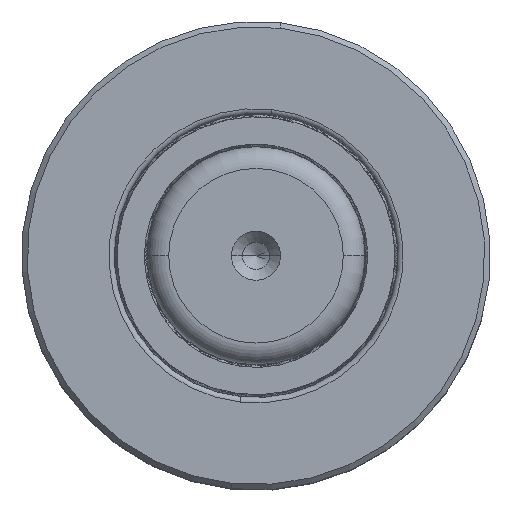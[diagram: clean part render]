
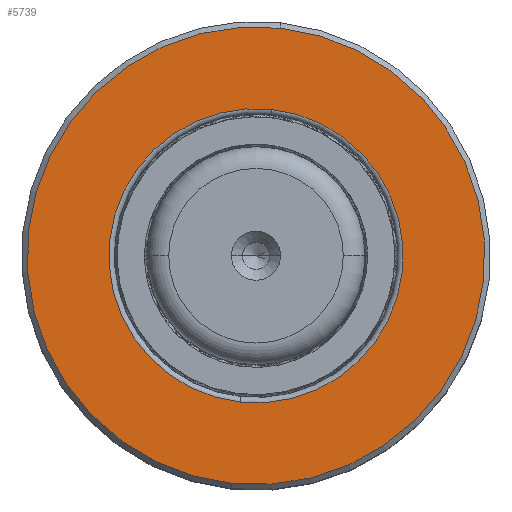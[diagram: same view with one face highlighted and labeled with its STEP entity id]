
A CAD part, top view. The second image highlights one B-rep face of the part: STEP entity #5739.
In plain terms, the highlighted face is planar.
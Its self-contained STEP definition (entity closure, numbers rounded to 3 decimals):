
#718 = EDGE_CURVE ( 'NONE', #1110, #14626, #4969, .T. ) ;
#1110 = VERTEX_POINT ( 'NONE', #4769 ) ;
#2897 = CARTESIAN_POINT ( 'NONE',  ( 0., 15.687, 0. ) ) ;
#2951 = CARTESIAN_POINT ( 'NONE',  ( 0., 15.687, 0. ) ) ;
#4183 = FACE_BOUND ( 'NONE', #29043, .T. ) ;
#4480 = AXIS2_PLACEMENT_3D ( 'NONE', #2897, #5731, #31098 ) ;
#4769 = CARTESIAN_POINT ( 'NONE',  ( 0., 15.687, 13.5 ) ) ;
#4969 = CIRCLE ( 'NONE', #4480, 13.5 ) ;
#5576 = VERTEX_POINT ( 'NONE', #11094 ) ;
#5731 = DIRECTION ( 'NONE',  ( 0., -1., 0. ) ) ;
#5739 = ADVANCED_FACE ( 'NONE', ( #4183, #12117 ), #23011, .T. ) ;
#5781 = DIRECTION ( 'NONE',  ( 0., -1., 0. ) ) ;
#7670 = AXIS2_PLACEMENT_3D ( 'NONE', #13526, #29333, #19544 ) ;
#8753 = DIRECTION ( 'NONE',  ( 0., 0., -1. ) ) ;
#9005 = DIRECTION ( 'NONE',  ( 0., 0., 1. ) ) ;
#9629 = EDGE_CURVE ( 'NONE', #20221, #5576, #21723, .T. ) ;
#9638 = CARTESIAN_POINT ( 'NONE',  ( 0., 15.687, 0. ) ) ;
#11094 = CARTESIAN_POINT ( 'NONE',  ( 0., 15.687, -21. ) ) ;
#11593 = CARTESIAN_POINT ( 'NONE',  ( 21., 15.687, 0. ) ) ;
#11778 = EDGE_CURVE ( 'NONE', #14626, #1110, #12018, .T. ) ;
#12018 = CIRCLE ( 'NONE', #29200, 13.5 ) ;
#12117 = FACE_OUTER_BOUND ( 'NONE', #35159, .T. ) ;
#12697 = DIRECTION ( 'NONE',  ( 0., 0., -1. ) ) ;
#13526 = CARTESIAN_POINT ( 'NONE',  ( 0., 15.687, 0. ) ) ;
#14107 = CARTESIAN_POINT ( 'NONE',  ( 0., 15.687, 21. ) ) ;
#14626 = VERTEX_POINT ( 'NONE', #30998 ) ;
#17742 = DIRECTION ( 'NONE',  ( 0., 1., 0. ) ) ;
#19544 = DIRECTION ( 'NONE',  ( 0., 0., -1. ) ) ;
#20221 = VERTEX_POINT ( 'NONE', #14107 ) ;
#21723 = CIRCLE ( 'NONE', #35078, 21. ) ;
#23011 = PLANE ( 'NONE',  #25345 ) ;
#24716 = ORIENTED_EDGE ( 'NONE', *, *, #9629, .F. ) ;
#25345 = AXIS2_PLACEMENT_3D ( 'NONE', #11593, #17742, #9005 ) ;
#26084 = EDGE_CURVE ( 'NONE', #5576, #20221, #33228, .T. ) ;
#26644 = ORIENTED_EDGE ( 'NONE', *, *, #11778, .T. ) ;
#26825 = DIRECTION ( 'NONE',  ( 0., -1., 0. ) ) ;
#28149 = ORIENTED_EDGE ( 'NONE', *, *, #718, .T. ) ;
#28974 = ORIENTED_EDGE ( 'NONE', *, *, #26084, .F. ) ;
#29043 = EDGE_LOOP ( 'NONE', ( #26644, #28149 ) ) ;
#29200 = AXIS2_PLACEMENT_3D ( 'NONE', #2951, #5781, #8753 ) ;
#29333 = DIRECTION ( 'NONE',  ( 0., -1., 0. ) ) ;
#30998 = CARTESIAN_POINT ( 'NONE',  ( 0., 15.687, -13.5 ) ) ;
#31098 = DIRECTION ( 'NONE',  ( 0., 0., -1. ) ) ;
#33228 = CIRCLE ( 'NONE', #7670, 21. ) ;
#35078 = AXIS2_PLACEMENT_3D ( 'NONE', #9638, #26825, #12697 ) ;
#35159 = EDGE_LOOP ( 'NONE', ( #28974, #24716 ) ) ;
